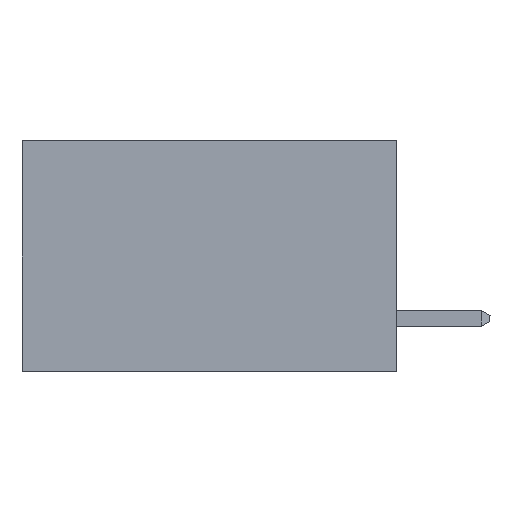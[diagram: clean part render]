
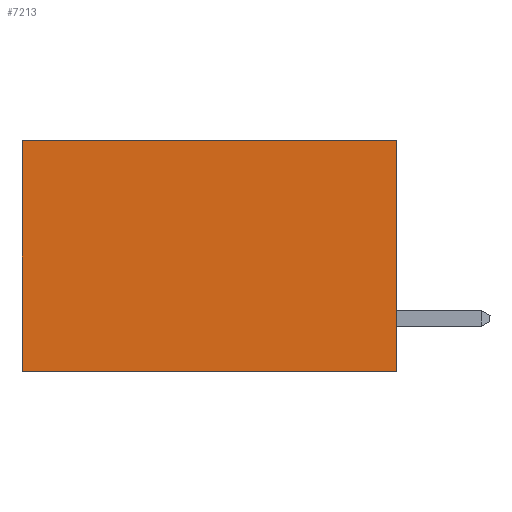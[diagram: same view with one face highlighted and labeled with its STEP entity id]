
A CAD part, left-side view. The second image highlights one B-rep face of the part: STEP entity #7213.
In plain terms, the highlighted planar face has unit normal (-1, 0, 0).
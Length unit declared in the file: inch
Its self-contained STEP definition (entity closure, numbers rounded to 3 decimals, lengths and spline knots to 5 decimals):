
#12 = CARTESIAN_POINT ( 'NONE',  ( 0.2615, 0., -0.37 ) ) ;
#151 = EDGE_CURVE ( 'NONE', #12950, #6090, #11426, .T. ) ;
#631 = CARTESIAN_POINT ( 'NONE',  ( 0.2615, 0.6, 0. ) ) ;
#1376 = VECTOR ( 'NONE', #16520, 39.37008 ) ;
#1849 = ORIENTED_EDGE ( 'NONE', *, *, #14658, .F. ) ;
#2180 = PLANE ( 'NONE',  #14784 ) ;
#2217 = VECTOR ( 'NONE', #15402, 39.37008 ) ;
#2270 = EDGE_CURVE ( 'NONE', #7537, #12950, #16705, .T. ) ;
#2779 = CARTESIAN_POINT ( 'NONE',  ( 0.2615, 0.6, -0.37 ) ) ;
#2834 = VERTEX_POINT ( 'NONE', #8326 ) ;
#4962 = EDGE_LOOP ( 'NONE', ( #17814, #1849, #11045, #15726 ) ) ;
#5239 = VECTOR ( 'NONE', #7026, 39.37008 ) ;
#5896 = DIRECTION ( 'NONE',  ( 0., 0., -1. ) ) ;
#6090 = VERTEX_POINT ( 'NONE', #7683 ) ;
#6431 = EDGE_CURVE ( 'NONE', #7537, #2834, #18163, .T. ) ;
#7026 = DIRECTION ( 'NONE',  ( 0., 0., -1. ) ) ;
#7213 = ADVANCED_FACE ( 'NONE', ( #10567 ), #2180, .F. ) ;
#7537 = VERTEX_POINT ( 'NONE', #8983 ) ;
#7683 = CARTESIAN_POINT ( 'NONE',  ( 0.2615, 0.6, -0.37 ) ) ;
#8326 = CARTESIAN_POINT ( 'NONE',  ( 0.2615, 0., -0.37 ) ) ;
#8605 = CARTESIAN_POINT ( 'NONE',  ( 0.2615, 0., -0.37 ) ) ;
#8983 = CARTESIAN_POINT ( 'NONE',  ( 0.2615, 0., 0. ) ) ;
#9251 = VECTOR ( 'NONE', #5896, 39.37008 ) ;
#9286 = DIRECTION ( 'NONE',  ( 0., 0., -1. ) ) ;
#10567 = FACE_OUTER_BOUND ( 'NONE', #4962, .T. ) ;
#10910 = CARTESIAN_POINT ( 'NONE',  ( 0.2615, 0., 0. ) ) ;
#11045 = ORIENTED_EDGE ( 'NONE', *, *, #6431, .F. ) ;
#11426 = LINE ( 'NONE', #2779, #9251 ) ;
#12033 = CARTESIAN_POINT ( 'NONE',  ( 0.2615, 0., -0.37 ) ) ;
#12950 = VERTEX_POINT ( 'NONE', #631 ) ;
#14658 = EDGE_CURVE ( 'NONE', #2834, #6090, #16687, .T. ) ;
#14784 = AXIS2_PLACEMENT_3D ( 'NONE', #12033, #17646, #9286 ) ;
#15402 = DIRECTION ( 'NONE',  ( 0., 1., 0. ) ) ;
#15726 = ORIENTED_EDGE ( 'NONE', *, *, #2270, .T. ) ;
#16520 = DIRECTION ( 'NONE',  ( 0., 1., 0. ) ) ;
#16687 = LINE ( 'NONE', #12, #2217 ) ;
#16705 = LINE ( 'NONE', #10910, #1376 ) ;
#17646 = DIRECTION ( 'NONE',  ( 1., 0., 0. ) ) ;
#17814 = ORIENTED_EDGE ( 'NONE', *, *, #151, .T. ) ;
#18163 = LINE ( 'NONE', #8605, #5239 ) ;
